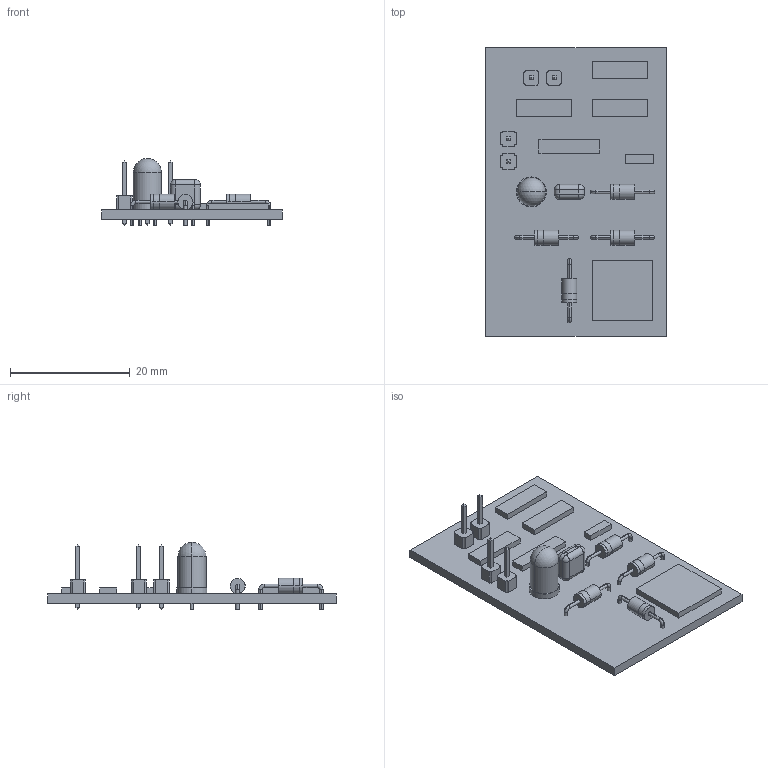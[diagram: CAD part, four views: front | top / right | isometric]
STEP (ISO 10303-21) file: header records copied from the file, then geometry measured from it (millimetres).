
FILE_DESCRIPTION(('Component Model'),'2;1');
FILE_NAME( 'step_file.step', '2021-07-26T17:07:43',('Author'),(''), 'Open CASCADE STEP processor 6.8','Component','Unknown');
FILE_SCHEMA(('AUTOMOTIVE_DESIGN_CC2 { 1 2 10303 214 -1 1 5 4 }'));
Length unit declared in the file: millimetre
Products named in the file (30): ASSEMBLY; CAPRR250W50L500T250H508P002; CAPRR250W50L500T250H508P001; CAPRR250W50L500T250H508P; DIOAD1016W58L400D250P; DIOAD1016W58L400D250P001; DIOAD1016W58L400D250P002; DIOAD1016W58L400D250P003; DIOAD1016W58L400D250P004; DIOAD1016W58L400D250P005; DIOAD1016W58L400D250P006; DIOAD1016W58L400D250P007; DIOAD1016W58L400D250P008; DIOAD1016W58L400D250P009; DIOAD1016W58L400D250P010; DIOAD1016W58L400D250P011; Component_1; LEDRD254W000D500H860P001; LEDRD254W000D500H860P002; LEDRD254W000D500H860P; Component_2; Component_003; Component_3; Component_004; Component_4; User_Library-Single_Pin_Header; User_Library-Single_Pin_Header001; User_Library-Single_Pin_Header002; User_Library-Single_Pin_Header003; Component_Component
Assembly tree (29 placements, depth 2):
  ASSEMBLY
    CAPRR250W50L500T250H508P002
    CAPRR250W50L500T250H508P001
    CAPRR250W50L500T250H508P
    DIOAD1016W58L400D250P
    DIOAD1016W58L400D250P001
    DIOAD1016W58L400D250P002
    DIOAD1016W58L400D250P003
    DIOAD1016W58L400D250P004
    DIOAD1016W58L400D250P005
    DIOAD1016W58L400D250P006
    DIOAD1016W58L400D250P007
    DIOAD1016W58L400D250P008
    DIOAD1016W58L400D250P009
    DIOAD1016W58L400D250P010
    DIOAD1016W58L400D250P011
    Component_1
    LEDRD254W000D500H860P001
    LEDRD254W000D500H860P002
    LEDRD254W000D500H860P
    Component_2
    Component_003
    Component_3
    Component_004
    Component_4
    User_Library-Single_Pin_Header
    User_Library-Single_Pin_Header001
    User_Library-Single_Pin_Header002
    User_Library-Single_Pin_Header003
    Component_Component
Bounding box: 30.15 x 48.25 x 11.21 mm (x, y, z)
Volume: 2855 mm3; surface area: 4473.9 mm2
Topology: 29 solids, 29 shells, 308 faces, 638 edges, 395 vertices
Faces by surface type: plane 186, cylinder 96, torus 16, sphere 10
Entity records: 18976 total; most frequent: CARTESIAN_POINT 4267, DIRECTION 2238, ORIENTED_EDGE 1256, PCURVE 1256, DEFINITIONAL_REPRESENTATION 1256, LINE 1008, VECTOR 1008, EDGE_CURVE 628
